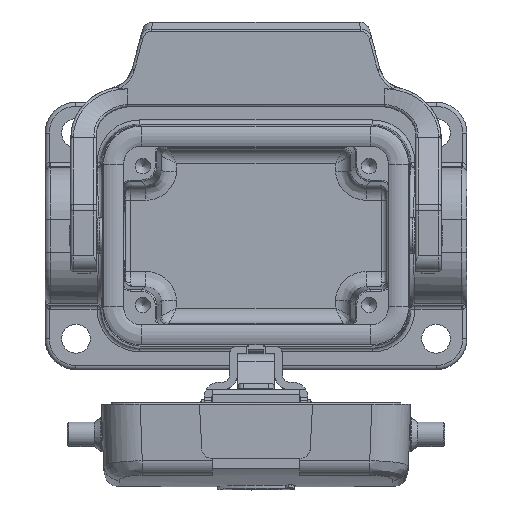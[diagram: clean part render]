
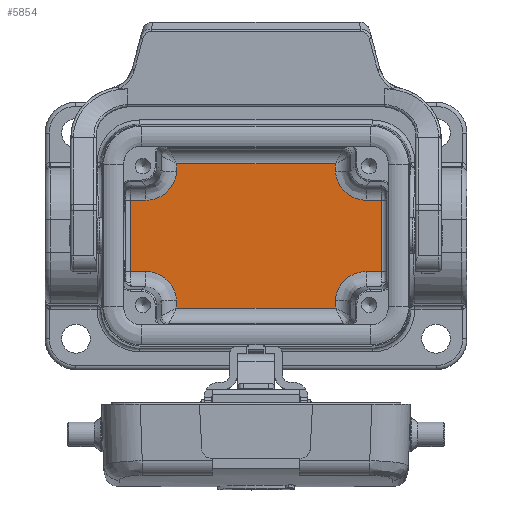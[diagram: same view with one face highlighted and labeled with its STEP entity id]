
A CAD part, top view. The second image highlights one B-rep face of the part: STEP entity #5854.
In plain terms, the highlighted planar face has unit normal (0, 0, 1).
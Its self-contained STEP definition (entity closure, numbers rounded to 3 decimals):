
#4480=ELLIPSE('',#23096,6.003,6.);
#4481=ELLIPSE('',#23097,6.003,6.);
#4482=ELLIPSE('',#23098,6.003,6.);
#4483=ELLIPSE('',#23099,6.003,6.);
#4964=FACE_OUTER_BOUND('',#7342,.T.);
#5854=ADVANCED_FACE('',(#4964),#6447,.F.);
#6447=PLANE('',#23100);
#7342=EDGE_LOOP('',(#10078,#10079,#10080,#10081,#10082,#10083,#10084,#10085,
#10086,#10087,#10088,#10089,#10090,#10091,#10092,#10093));
#10078=ORIENTED_EDGE('',*,*,#14777,.T.);
#10079=ORIENTED_EDGE('',*,*,#14778,.T.);
#10080=ORIENTED_EDGE('',*,*,#14779,.T.);
#10081=ORIENTED_EDGE('',*,*,#14780,.T.);
#10082=ORIENTED_EDGE('',*,*,#14781,.T.);
#10083=ORIENTED_EDGE('',*,*,#14782,.T.);
#10084=ORIENTED_EDGE('',*,*,#14783,.T.);
#10085=ORIENTED_EDGE('',*,*,#14784,.T.);
#10086=ORIENTED_EDGE('',*,*,#14785,.T.);
#10087=ORIENTED_EDGE('',*,*,#14786,.T.);
#10088=ORIENTED_EDGE('',*,*,#14787,.T.);
#10089=ORIENTED_EDGE('',*,*,#14788,.T.);
#10090=ORIENTED_EDGE('',*,*,#14789,.T.);
#10091=ORIENTED_EDGE('',*,*,#14790,.T.);
#10092=ORIENTED_EDGE('',*,*,#14791,.T.);
#10093=ORIENTED_EDGE('',*,*,#14792,.T.);
#12993=VERTEX_POINT('',#39011);
#12994=VERTEX_POINT('',#39012);
#12995=VERTEX_POINT('',#39014);
#12996=VERTEX_POINT('',#39016);
#12997=VERTEX_POINT('',#39018);
#12998=VERTEX_POINT('',#39020);
#12999=VERTEX_POINT('',#39022);
#13000=VERTEX_POINT('',#39024);
#13001=VERTEX_POINT('',#39026);
#13002=VERTEX_POINT('',#39028);
#13003=VERTEX_POINT('',#39030);
#13004=VERTEX_POINT('',#39032);
#13005=VERTEX_POINT('',#39034);
#13006=VERTEX_POINT('',#39036);
#13007=VERTEX_POINT('',#39038);
#13008=VERTEX_POINT('',#39040);
#14777=EDGE_CURVE('',#12993,#12994,#4480,.T.);
#14778=EDGE_CURVE('',#12994,#12995,#19108,.T.);
#14779=EDGE_CURVE('',#12995,#12996,#19109,.T.);
#14780=EDGE_CURVE('',#12996,#12997,#19110,.T.);
#14781=EDGE_CURVE('',#12997,#12998,#4481,.T.);
#14782=EDGE_CURVE('',#12998,#12999,#19111,.T.);
#14783=EDGE_CURVE('',#12999,#13000,#19112,.T.);
#14784=EDGE_CURVE('',#13000,#13001,#19113,.T.);
#14785=EDGE_CURVE('',#13001,#13002,#4482,.T.);
#14786=EDGE_CURVE('',#13002,#13003,#19114,.T.);
#14787=EDGE_CURVE('',#13003,#13004,#19115,.T.);
#14788=EDGE_CURVE('',#13004,#13005,#19116,.T.);
#14789=EDGE_CURVE('',#13005,#13006,#4483,.T.);
#14790=EDGE_CURVE('',#13006,#13007,#19117,.T.);
#14791=EDGE_CURVE('',#13007,#13008,#19118,.T.);
#14792=EDGE_CURVE('',#13008,#12993,#19119,.T.);
#19108=LINE('',#39013,#20217);
#19109=LINE('',#39015,#20218);
#19110=LINE('',#39017,#20219);
#19111=LINE('',#39021,#20220);
#19112=LINE('',#39023,#20221);
#19113=LINE('',#39025,#20222);
#19114=LINE('',#39029,#20223);
#19115=LINE('',#39031,#20224);
#19116=LINE('',#39033,#20225);
#19117=LINE('',#39037,#20226);
#19118=LINE('',#39039,#20227);
#19119=LINE('',#39041,#20228);
#20217=VECTOR('',#25705,1.);
#20218=VECTOR('',#25706,1.);
#20219=VECTOR('',#25707,1.);
#20220=VECTOR('',#25710,1.);
#20221=VECTOR('',#25711,1.);
#20222=VECTOR('',#25712,1.);
#20223=VECTOR('',#25715,1.);
#20224=VECTOR('',#25716,1.);
#20225=VECTOR('',#25717,1.);
#20226=VECTOR('',#25720,1.);
#20227=VECTOR('',#25721,1.);
#20228=VECTOR('',#25722,1.);
#23096=AXIS2_PLACEMENT_3D('',#39010,#25703,#25704);
#23097=AXIS2_PLACEMENT_3D('',#39019,#25708,#25709);
#23098=AXIS2_PLACEMENT_3D('',#39027,#25713,#25714);
#23099=AXIS2_PLACEMENT_3D('',#39035,#25718,#25719);
#23100=AXIS2_PLACEMENT_3D('',#39042,#25723,#25724);
#25703=DIRECTION('',(0.,0.,-1.));
#25704=DIRECTION('',(-0.843,0.538,0.));
#25705=DIRECTION('',(1.,0.,0.));
#25706=DIRECTION('',(0.,1.,0.));
#25707=DIRECTION('',(-1.,0.,0.));
#25708=DIRECTION('',(0.,0.,-1.));
#25709=DIRECTION('',(0.843,0.538,0.));
#25710=DIRECTION('',(0.,1.,0.));
#25711=DIRECTION('',(-1.,0.,0.));
#25712=DIRECTION('',(0.,-1.,0.));
#25713=DIRECTION('',(0.,0.,-1.));
#25714=DIRECTION('',(0.843,-0.538,0.));
#25715=DIRECTION('',(-1.,0.,0.));
#25716=DIRECTION('',(0.,-1.,0.));
#25717=DIRECTION('',(1.,0.,0.));
#25718=DIRECTION('',(0.,0.,-1.));
#25719=DIRECTION('',(-0.843,-0.538,0.));
#25720=DIRECTION('',(0.,-1.,0.));
#25721=DIRECTION('',(1.,0.,0.));
#25722=DIRECTION('',(0.,1.,0.));
#25723=DIRECTION('',(0.,0.,-1.));
#25724=DIRECTION('',(-1.,0.,0.));
#39010=CARTESIAN_POINT('',(21.424,-12.925,-35.95));
#39011=CARTESIAN_POINT('',(15.436,-12.507,-35.95));
#39012=CARTESIAN_POINT('',(21.421,-6.924,-35.95));
#39013=CARTESIAN_POINT('',(-25.425,-6.924,-35.95));
#39014=CARTESIAN_POINT('',(24.441,-6.924,-35.95));
#39015=CARTESIAN_POINT('',(24.441,9.872,-35.95));
#39016=CARTESIAN_POINT('',(24.441,6.924,-35.95));
#39017=CARTESIAN_POINT('',(-25.425,6.924,-35.95));
#39018=CARTESIAN_POINT('',(21.421,6.924,-35.95));
#39019=CARTESIAN_POINT('',(21.424,12.925,-35.95));
#39020=CARTESIAN_POINT('',(15.436,12.507,-35.95));
#39021=CARTESIAN_POINT('',(15.436,17.75,-35.95));
#39022=CARTESIAN_POINT('',(15.436,14.041,-35.95));
#39023=CARTESIAN_POINT('',(-16.859,14.041,-35.95));
#39024=CARTESIAN_POINT('',(-15.436,14.041,-35.95));
#39025=CARTESIAN_POINT('',(-15.436,17.75,-35.95));
#39026=CARTESIAN_POINT('',(-15.436,12.507,-35.95));
#39027=CARTESIAN_POINT('',(-21.424,12.925,-35.95));
#39028=CARTESIAN_POINT('',(-21.421,6.924,-35.95));
#39029=CARTESIAN_POINT('',(-25.425,6.924,-35.95));
#39030=CARTESIAN_POINT('',(-24.441,6.924,-35.95));
#39031=CARTESIAN_POINT('',(-24.441,-9.872,-35.95));
#39032=CARTESIAN_POINT('',(-24.441,-6.924,-35.95));
#39033=CARTESIAN_POINT('',(-25.425,-6.924,-35.95));
#39034=CARTESIAN_POINT('',(-21.421,-6.924,-35.95));
#39035=CARTESIAN_POINT('',(-21.424,-12.925,-35.95));
#39036=CARTESIAN_POINT('',(-15.436,-12.507,-35.95));
#39037=CARTESIAN_POINT('',(-15.436,17.75,-35.95));
#39038=CARTESIAN_POINT('',(-15.436,-14.041,-35.95));
#39039=CARTESIAN_POINT('',(16.859,-14.041,-35.95));
#39040=CARTESIAN_POINT('',(15.436,-14.041,-35.95));
#39041=CARTESIAN_POINT('',(15.436,17.75,-35.95));
#39042=CARTESIAN_POINT('',(-25.425,17.75,-35.95));
